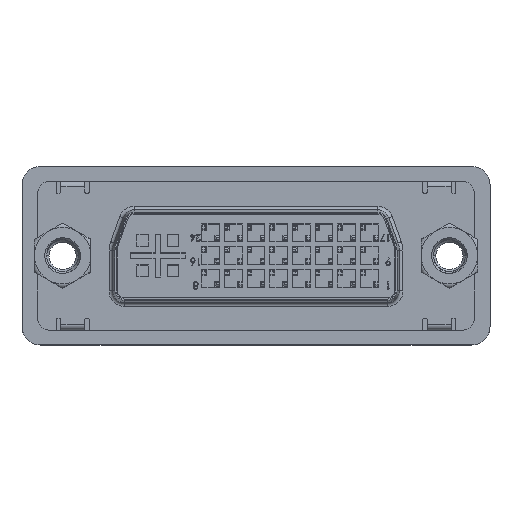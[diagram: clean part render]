
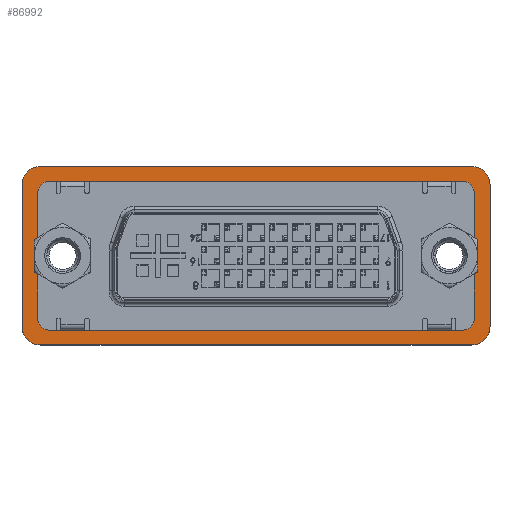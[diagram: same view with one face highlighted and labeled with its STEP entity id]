
A CAD part, top view. The second image highlights one B-rep face of the part: STEP entity #86992.
In plain terms, the highlighted planar face has unit normal (0, 0, 1).
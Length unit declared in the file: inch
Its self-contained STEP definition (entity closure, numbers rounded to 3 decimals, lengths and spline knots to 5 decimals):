
#800 = CIRCLE ( 'NONE', #53704, 0.03937 ) ;
#2102 = CARTESIAN_POINT ( 'NONE',  ( -0.68307, 0.24606, 0.65 ) ) ;
#2767 = VECTOR ( 'NONE', #107333, 39.37008 ) ;
#2954 = EDGE_CURVE ( 'NONE', #74816, #15837, #68469, .T. ) ;
#2964 = ORIENTED_EDGE ( 'NONE', *, *, #79497, .F. ) ;
#3342 = ORIENTED_EDGE ( 'NONE', *, *, #14949, .F. ) ;
#3372 = EDGE_CURVE ( 'NONE', #55366, #85510, #20249, .T. ) ;
#5738 = EDGE_CURVE ( 'NONE', #74816, #87372, #73108, .T. ) ;
#5806 = ORIENTED_EDGE ( 'NONE', *, *, #125418, .F. ) ;
#6736 = CARTESIAN_POINT ( 'NONE',  ( -0.72244, 0.20669, 0.65 ) ) ;
#11966 = ORIENTED_EDGE ( 'NONE', *, *, #51934, .T. ) ;
#13497 = VECTOR ( 'NONE', #98593, 39.37008 ) ;
#13514 = ORIENTED_EDGE ( 'NONE', *, *, #3372, .F. ) ;
#14949 = EDGE_CURVE ( 'NONE', #95269, #76656, #25140, .T. ) ;
#15723 = DIRECTION ( 'NONE',  ( 1., 0., 0. ) ) ;
#15837 = VERTEX_POINT ( 'NONE', #102165 ) ;
#17762 = VERTEX_POINT ( 'NONE', #68220 ) ;
#17770 = VECTOR ( 'NONE', #70852, 39.37008 ) ;
#17895 = EDGE_CURVE ( 'NONE', #70418, #87372, #19158, .T. ) ;
#17919 = VERTEX_POINT ( 'NONE', #114927 ) ;
#18820 = DIRECTION ( 'NONE',  ( 0., 0., 1. ) ) ;
#19158 = CIRCLE ( 'NONE', #120872, 0.06 ) ;
#19391 = CARTESIAN_POINT ( 'NONE',  ( -0.714, -0.235, 0.65 ) ) ;
#20054 = AXIS2_PLACEMENT_3D ( 'NONE', #70080, #18820, #50237 ) ;
#20249 = LINE ( 'NONE', #117471, #52337 ) ;
#21103 = VERTEX_POINT ( 'NONE', #108513 ) ;
#21420 = CARTESIAN_POINT ( 'NONE',  ( 0., 0.295, 0.65 ) ) ;
#21848 = DIRECTION ( 'NONE',  ( 0., 0., 1. ) ) ;
#22007 = CARTESIAN_POINT ( 'NONE',  ( 0., -0.295, 0.65 ) ) ;
#22417 = VECTOR ( 'NONE', #109416, 39.37008 ) ;
#25140 = LINE ( 'NONE', #77124, #2767 ) ;
#27359 = ORIENTED_EDGE ( 'NONE', *, *, #111133, .F. ) ;
#28818 = CIRCLE ( 'NONE', #34945, 0.06 ) ;
#29496 = ORIENTED_EDGE ( 'NONE', *, *, #17895, .T. ) ;
#30906 = ORIENTED_EDGE ( 'NONE', *, *, #132880, .F. ) ;
#31212 = DIRECTION ( 'NONE',  ( -1., 0., 0. ) ) ;
#31553 = ORIENTED_EDGE ( 'NONE', *, *, #110856, .F. ) ;
#31570 = ORIENTED_EDGE ( 'NONE', *, *, #83313, .F. ) ;
#32174 = LINE ( 'NONE', #92016, #17770 ) ;
#33972 = DIRECTION ( 'NONE',  ( 0., -1., 0. ) ) ;
#34945 = AXIS2_PLACEMENT_3D ( 'NONE', #19391, #121914, #60355 ) ;
#36081 = VECTOR ( 'NONE', #33972, 39.37008 ) ;
#36910 = DIRECTION ( 'NONE',  ( 0., -1., 0. ) ) ;
#38874 = CARTESIAN_POINT ( 'NONE',  ( -0.72244, -0.20669, 0.65 ) ) ;
#38962 = FACE_BOUND ( 'NONE', #107152, .T. ) ;
#39820 = DIRECTION ( 'NONE',  ( 0., 0., 1. ) ) ;
#40111 = EDGE_CURVE ( 'NONE', #76656, #55366, #47792, .T. ) ;
#41645 = DIRECTION ( 'NONE',  ( -1., 0., 0. ) ) ;
#41868 = CIRCLE ( 'NONE', #127682, 0.03937 ) ;
#43445 = CARTESIAN_POINT ( 'NONE',  ( 0.774, 0.295, 0.65 ) ) ;
#45592 = CARTESIAN_POINT ( 'NONE',  ( -0.774, 0.235, 0.65 ) ) ;
#45830 = EDGE_CURVE ( 'NONE', #21103, #70418, #70159, .T. ) ;
#47220 = LINE ( 'NONE', #89109, #13497 ) ;
#47376 = DIRECTION ( 'NONE',  ( -1., 0., 0. ) ) ;
#47792 = CIRCLE ( 'NONE', #130776, 0.03937 ) ;
#50191 = FACE_OUTER_BOUND ( 'NONE', #81555, .T. ) ;
#50237 = DIRECTION ( 'NONE',  ( -1., 0., 0. ) ) ;
#50529 = CARTESIAN_POINT ( 'NONE',  ( -0.714, 0.295, 0.65 ) ) ;
#51456 = CARTESIAN_POINT ( 'NONE',  ( -0.68307, 0.20669, 0.65 ) ) ;
#51934 = EDGE_CURVE ( 'NONE', #17919, #21103, #28818, .T. ) ;
#52337 = VECTOR ( 'NONE', #36910, 39.37008 ) ;
#52597 = VERTEX_POINT ( 'NONE', #50529 ) ;
#53236 = DIRECTION ( 'NONE',  ( 0., 0., 1. ) ) ;
#53704 = AXIS2_PLACEMENT_3D ( 'NONE', #59773, #111497, #15723 ) ;
#53728 = ORIENTED_EDGE ( 'NONE', *, *, #131503, .T. ) ;
#55366 = VERTEX_POINT ( 'NONE', #6736 ) ;
#57527 = CARTESIAN_POINT ( 'NONE',  ( 0.714, -0.295, 0.65 ) ) ;
#57738 = CARTESIAN_POINT ( 'NONE',  ( 0.714, 0.235, 0.65 ) ) ;
#58186 = DIRECTION ( 'NONE',  ( 0., 0., 1. ) ) ;
#59773 = CARTESIAN_POINT ( 'NONE',  ( 0.68307, 0.20669, 0.65 ) ) ;
#60355 = DIRECTION ( 'NONE',  ( -1., 0., 0. ) ) ;
#61900 = DIRECTION ( 'NONE',  ( -1., 0., 0. ) ) ;
#62741 = ORIENTED_EDGE ( 'NONE', *, *, #2954, .T. ) ;
#62929 = ORIENTED_EDGE ( 'NONE', *, *, #73385, .T. ) ;
#65070 = DIRECTION ( 'NONE',  ( 0., -1., 0. ) ) ;
#68220 = CARTESIAN_POINT ( 'NONE',  ( -0.68307, -0.24606, 0.65 ) ) ;
#68469 = CIRCLE ( 'NONE', #111288, 0.06 ) ;
#70080 = CARTESIAN_POINT ( 'NONE',  ( -0.714, 0.235, 0.65 ) ) ;
#70159 = LINE ( 'NONE', #22007, #104008 ) ;
#70418 = VERTEX_POINT ( 'NONE', #57527 ) ;
#70852 = DIRECTION ( 'NONE',  ( 0., 1., 0. ) ) ;
#72154 = AXIS2_PLACEMENT_3D ( 'NONE', #82543, #21848, #61900 ) ;
#73108 = LINE ( 'NONE', #43445, #36081 ) ;
#73385 = EDGE_CURVE ( 'NONE', #73840, #17919, #106853, .T. ) ;
#73840 = VERTEX_POINT ( 'NONE', #45592 ) ;
#74816 = VERTEX_POINT ( 'NONE', #100623 ) ;
#75571 = LINE ( 'NONE', #90073, #22417 ) ;
#76656 = VERTEX_POINT ( 'NONE', #2102 ) ;
#77124 = CARTESIAN_POINT ( 'NONE',  ( -0.68307, 0.24606, 0.65 ) ) ;
#79308 = CARTESIAN_POINT ( 'NONE',  ( 0.68307, -0.24606, 0.65 ) ) ;
#79497 = EDGE_CURVE ( 'NONE', #85510, #17762, #80404, .T. ) ;
#80404 = CIRCLE ( 'NONE', #72154, 0.03937 ) ;
#80522 = ORIENTED_EDGE ( 'NONE', *, *, #40111, .F. ) ;
#81555 = EDGE_LOOP ( 'NONE', ( #62929, #11966, #118644, #29496, #114902, #62741, #5806, #53728 ) ) ;
#82543 = CARTESIAN_POINT ( 'NONE',  ( -0.68307, -0.20669, 0.65 ) ) ;
#83313 = EDGE_CURVE ( 'NONE', #91293, #92740, #41868, .T. ) ;
#85510 = VERTEX_POINT ( 'NONE', #38874 ) ;
#86491 = DIRECTION ( 'NONE',  ( -1., 0., 0. ) ) ;
#86933 = DIRECTION ( 'NONE',  ( 0., 0., 1. ) ) ;
#86992 = ADVANCED_FACE ( 'NONE', ( #38962, #50191 ), #114490, .F. ) ;
#87372 = VERTEX_POINT ( 'NONE', #133224 ) ;
#89109 = CARTESIAN_POINT ( 'NONE',  ( 0., 0.295, 0.65 ) ) ;
#90073 = CARTESIAN_POINT ( 'NONE',  ( -0.68307, -0.24606, 0.65 ) ) ;
#91293 = VERTEX_POINT ( 'NONE', #79308 ) ;
#91898 = CARTESIAN_POINT ( 'NONE',  ( 0.72244, -0.20669, 0.65 ) ) ;
#92016 = CARTESIAN_POINT ( 'NONE',  ( 0.72244, 0.20669, 0.65 ) ) ;
#92740 = VERTEX_POINT ( 'NONE', #91898 ) ;
#95269 = VERTEX_POINT ( 'NONE', #100892 ) ;
#97187 = VECTOR ( 'NONE', #65070, 39.37008 ) ;
#97852 = CIRCLE ( 'NONE', #20054, 0.06 ) ;
#98593 = DIRECTION ( 'NONE',  ( 1., 0., 0. ) ) ;
#100623 = CARTESIAN_POINT ( 'NONE',  ( 0.774, 0.235, 0.65 ) ) ;
#100892 = CARTESIAN_POINT ( 'NONE',  ( 0.68307, 0.24606, 0.65 ) ) ;
#101519 = CARTESIAN_POINT ( 'NONE',  ( 0.714, -0.235, 0.65 ) ) ;
#102165 = CARTESIAN_POINT ( 'NONE',  ( 0.714, 0.295, 0.65 ) ) ;
#103314 = DIRECTION ( 'NONE',  ( 0., 0., -1. ) ) ;
#104008 = VECTOR ( 'NONE', #113750, 39.37008 ) ;
#104070 = VERTEX_POINT ( 'NONE', #109550 ) ;
#104173 = DIRECTION ( 'NONE',  ( -1., 0., 0. ) ) ;
#106853 = LINE ( 'NONE', #125347, #97187 ) ;
#107152 = EDGE_LOOP ( 'NONE', ( #13514, #80522, #3342, #30906, #31553, #31570, #27359, #2964 ) ) ;
#107333 = DIRECTION ( 'NONE',  ( -1., 0., 0. ) ) ;
#107648 = CARTESIAN_POINT ( 'NONE',  ( 0.68307, -0.20669, 0.65 ) ) ;
#108513 = CARTESIAN_POINT ( 'NONE',  ( -0.714, -0.295, 0.65 ) ) ;
#109416 = DIRECTION ( 'NONE',  ( 1., 0., 0. ) ) ;
#109550 = CARTESIAN_POINT ( 'NONE',  ( 0.72244, 0.20669, 0.65 ) ) ;
#110856 = EDGE_CURVE ( 'NONE', #92740, #104070, #32174, .T. ) ;
#111133 = EDGE_CURVE ( 'NONE', #17762, #91293, #75571, .T. ) ;
#111288 = AXIS2_PLACEMENT_3D ( 'NONE', #57738, #58186, #47376 ) ;
#111497 = DIRECTION ( 'NONE',  ( 0., 0., 1. ) ) ;
#113750 = DIRECTION ( 'NONE',  ( 1., 0., 0. ) ) ;
#114490 = PLANE ( 'NONE',  #129095 ) ;
#114902 = ORIENTED_EDGE ( 'NONE', *, *, #5738, .F. ) ;
#114927 = CARTESIAN_POINT ( 'NONE',  ( -0.774, -0.235, 0.65 ) ) ;
#117471 = CARTESIAN_POINT ( 'NONE',  ( -0.72244, 0.20669, 0.65 ) ) ;
#118644 = ORIENTED_EDGE ( 'NONE', *, *, #45830, .T. ) ;
#120872 = AXIS2_PLACEMENT_3D ( 'NONE', #101519, #39820, #104173 ) ;
#121914 = DIRECTION ( 'NONE',  ( 0., 0., 1. ) ) ;
#125347 = CARTESIAN_POINT ( 'NONE',  ( -0.774, 0.295, 0.65 ) ) ;
#125418 = EDGE_CURVE ( 'NONE', #52597, #15837, #47220, .T. ) ;
#127682 = AXIS2_PLACEMENT_3D ( 'NONE', #107648, #86933, #86491 ) ;
#129095 = AXIS2_PLACEMENT_3D ( 'NONE', #21420, #103314, #41645 ) ;
#130776 = AXIS2_PLACEMENT_3D ( 'NONE', #51456, #53236, #31212 ) ;
#131503 = EDGE_CURVE ( 'NONE', #52597, #73840, #97852, .T. ) ;
#132880 = EDGE_CURVE ( 'NONE', #104070, #95269, #800, .T. ) ;
#133224 = CARTESIAN_POINT ( 'NONE',  ( 0.774, -0.235, 0.65 ) ) ;
